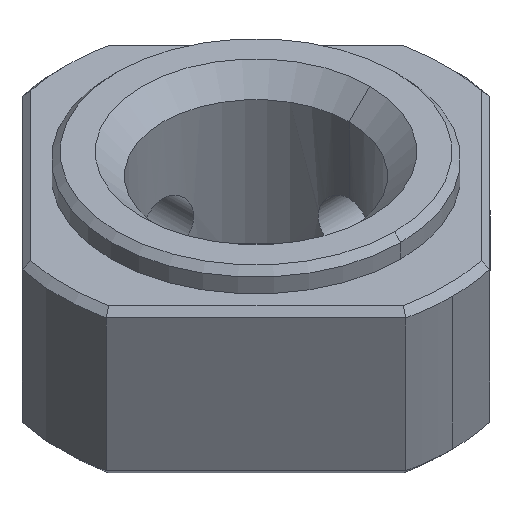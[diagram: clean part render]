
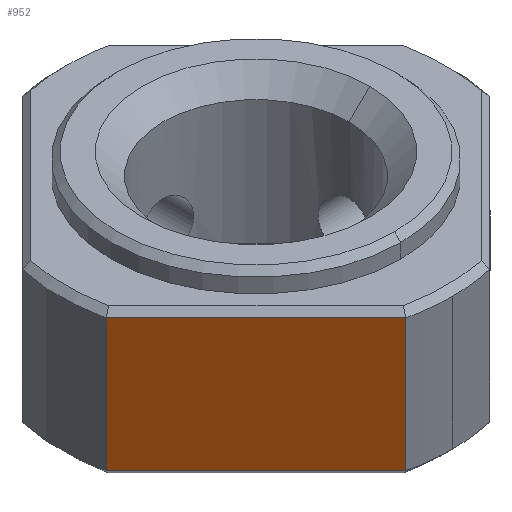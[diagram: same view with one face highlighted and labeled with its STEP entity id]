
A CAD part, isometric view. The second image highlights one B-rep face of the part: STEP entity #952.
In plain terms, the highlighted planar face has unit normal (-0.707, -0.707, 0).
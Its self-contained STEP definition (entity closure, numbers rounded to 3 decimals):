
#27 = EDGE_CURVE ( 'NONE', #649, #641, #425, .T. ) ;
#76 = EDGE_CURVE ( 'NONE', #649, #671, #498, .T. ) ;
#96 = EDGE_CURVE ( 'NONE', #641, #691, #518, .T. ) ;
#97 = EDGE_CURVE ( 'NONE', #671, #691, #515, .T. ) ;
#306 = EDGE_LOOP ( 'NONE', ( #355, #356, #357, #358 ) ) ;
#355 = ORIENTED_EDGE ( 'NONE', *, *, #27, .F. ) ;
#356 = ORIENTED_EDGE ( 'NONE', *, *, #76, .T. ) ;
#357 = ORIENTED_EDGE ( 'NONE', *, *, #97, .T. ) ;
#358 = ORIENTED_EDGE ( 'NONE', *, *, #96, .F. ) ;
#425 = LINE ( 'NONE', #859, #434 ) ;
#434 = VECTOR ( 'NONE', #860, 1000. ) ;
#493 = VECTOR ( 'NONE', #1183, 1000. ) ;
#498 = LINE ( 'NONE', #1166, #493 ) ;
#515 = LINE ( 'NONE', #1261, #520 ) ;
#518 = LINE ( 'NONE', #1264, #519 ) ;
#519 = VECTOR ( 'NONE', #1265, 1000. ) ;
#520 = VECTOR ( 'NONE', #1267, 1000. ) ;
#606 = FACE_OUTER_BOUND ( 'NONE', #306, .T. ) ;
#641 = VERTEX_POINT ( 'NONE', #1421 ) ;
#649 = VERTEX_POINT ( 'NONE', #1427 ) ;
#671 = VERTEX_POINT ( 'NONE', #1448 ) ;
#691 = VERTEX_POINT ( 'NONE', #1468 ) ;
#859 = CARTESIAN_POINT ( 'NONE',  ( -2.034, -9.28, 41.677 ) ) ;
#860 = DIRECTION ( 'NONE',  ( 0., 0., -1. ) ) ;
#952 = ADVANCED_FACE ( 'NONE', ( #606 ), #1864, .T. ) ;
#1166 = CARTESIAN_POINT ( 'NONE',  ( 0., -11.314, 6.7 ) ) ;
#1183 = DIRECTION ( 'NONE',  ( -0.707, 0.707, 0. ) ) ;
#1261 = CARTESIAN_POINT ( 'NONE',  ( -9.28, -2.034, 8. ) ) ;
#1264 = CARTESIAN_POINT ( 'NONE',  ( -2.034, -9.28, 0.3 ) ) ;
#1265 = DIRECTION ( 'NONE',  ( -0.707, 0.707, 0. ) ) ;
#1267 = DIRECTION ( 'NONE',  ( 0., 0., -1. ) ) ;
#1382 = AXIS2_PLACEMENT_3D ( 'NONE', #1863, #1866, #1867 ) ;
#1421 = CARTESIAN_POINT ( 'NONE',  ( -2.034, -9.28, 0.3 ) ) ;
#1427 = CARTESIAN_POINT ( 'NONE',  ( -2.034, -9.28, 6.7 ) ) ;
#1448 = CARTESIAN_POINT ( 'NONE',  ( -9.28, -2.034, 6.7 ) ) ;
#1468 = CARTESIAN_POINT ( 'NONE',  ( -9.28, -2.034, 0.3 ) ) ;
#1863 = CARTESIAN_POINT ( 'NONE',  ( 0., -11.314, 8. ) ) ;
#1864 = PLANE ( 'NONE',  #1382 ) ;
#1866 = DIRECTION ( 'NONE',  ( -0.707, -0.707, 0. ) ) ;
#1867 = DIRECTION ( 'NONE',  ( 0.707, -0.707, 0. ) ) ;
